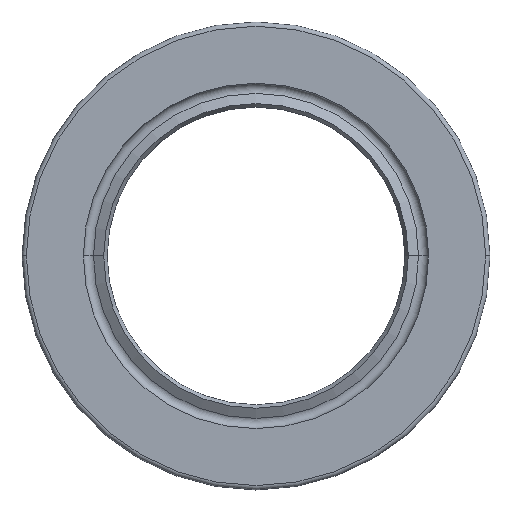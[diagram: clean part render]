
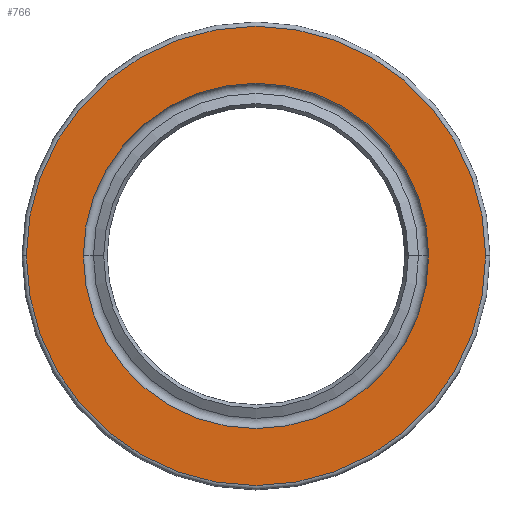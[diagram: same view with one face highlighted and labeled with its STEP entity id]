
A CAD part, top view. The second image highlights one B-rep face of the part: STEP entity #766.
In plain terms, the highlighted planar face has unit normal (0, 0, 1).
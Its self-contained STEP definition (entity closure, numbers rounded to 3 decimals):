
#33 = AXIS2_PLACEMENT_3D ( 'NONE', #1089, #1059, #336 ) ;
#131 = CARTESIAN_POINT ( 'NONE',  ( 10.8, 0., 0. ) ) ;
#138 = PLANE ( 'NONE',  #714 ) ;
#140 = DIRECTION ( 'NONE',  ( 1., 0., 0. ) ) ;
#196 = CARTESIAN_POINT ( 'NONE',  ( -8.12, 0., 0. ) ) ;
#221 = AXIS2_PLACEMENT_3D ( 'NONE', #986, #656, #655 ) ;
#253 = CARTESIAN_POINT ( 'NONE',  ( 10.8, 0., 0. ) ) ;
#289 = ORIENTED_EDGE ( 'NONE', *, *, #1088, .T. ) ;
#293 = VERTEX_POINT ( 'NONE', #196 ) ;
#319 = ORIENTED_EDGE ( 'NONE', *, *, #512, .F. ) ;
#336 = DIRECTION ( 'NONE',  ( 1., 0., 0. ) ) ;
#345 = CIRCLE ( 'NONE', #777, 10.8 ) ;
#405 = VERTEX_POINT ( 'NONE', #131 ) ;
#442 = CIRCLE ( 'NONE', #33, 8.12 ) ;
#450 = CARTESIAN_POINT ( 'NONE',  ( 8.12, 0., 0. ) ) ;
#478 = EDGE_LOOP ( 'NONE', ( #289, #504 ) ) ;
#504 = ORIENTED_EDGE ( 'NONE', *, *, #723, .T. ) ;
#512 = EDGE_CURVE ( 'NONE', #553, #293, #442, .T. ) ;
#553 = VERTEX_POINT ( 'NONE', #450 ) ;
#574 = DIRECTION ( 'NONE',  ( 0., 0., 1. ) ) ;
#577 = CARTESIAN_POINT ( 'NONE',  ( 0., 0., 0. ) ) ;
#585 = DIRECTION ( 'NONE',  ( 1., 0., 0. ) ) ;
#591 = FACE_BOUND ( 'NONE', #852, .T. ) ;
#652 = CARTESIAN_POINT ( 'NONE',  ( -10.8, 0., 0. ) ) ;
#655 = DIRECTION ( 'NONE',  ( 1., 0., 0. ) ) ;
#656 = DIRECTION ( 'NONE',  ( 0., 0., 1. ) ) ;
#690 = DIRECTION ( 'NONE',  ( 0., 0., 1. ) ) ;
#714 = AXIS2_PLACEMENT_3D ( 'NONE', #253, #690, #140 ) ;
#723 = EDGE_CURVE ( 'NONE', #751, #405, #860, .T. ) ;
#751 = VERTEX_POINT ( 'NONE', #652 ) ;
#766 = ADVANCED_FACE ( 'NONE', ( #1008, #591 ), #138, .T. ) ;
#777 = AXIS2_PLACEMENT_3D ( 'NONE', #965, #904, #994 ) ;
#852 = EDGE_LOOP ( 'NONE', ( #319, #911 ) ) ;
#860 = CIRCLE ( 'NONE', #221, 10.8 ) ;
#876 = AXIS2_PLACEMENT_3D ( 'NONE', #577, #574, #585 ) ;
#904 = DIRECTION ( 'NONE',  ( 0., 0., 1. ) ) ;
#911 = ORIENTED_EDGE ( 'NONE', *, *, #1006, .F. ) ;
#965 = CARTESIAN_POINT ( 'NONE',  ( 0., 0., 0. ) ) ;
#986 = CARTESIAN_POINT ( 'NONE',  ( 0., 0., 0. ) ) ;
#994 = DIRECTION ( 'NONE',  ( 1., 0., 0. ) ) ;
#1006 = EDGE_CURVE ( 'NONE', #293, #553, #1020, .T. ) ;
#1008 = FACE_OUTER_BOUND ( 'NONE', #478, .T. ) ;
#1020 = CIRCLE ( 'NONE', #876, 8.12 ) ;
#1059 = DIRECTION ( 'NONE',  ( 0., 0., 1. ) ) ;
#1088 = EDGE_CURVE ( 'NONE', #405, #751, #345, .T. ) ;
#1089 = CARTESIAN_POINT ( 'NONE',  ( 0., 0., 0. ) ) ;
